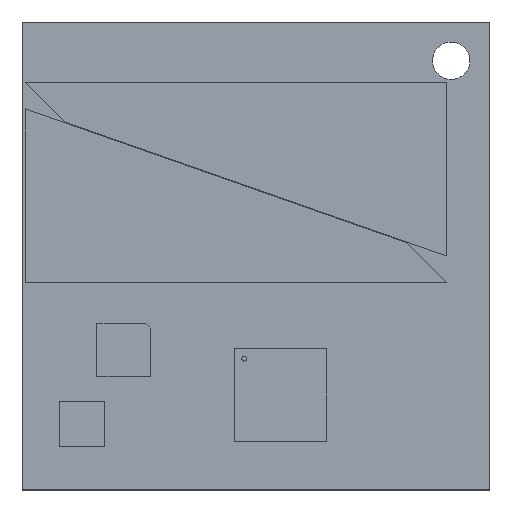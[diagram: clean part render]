
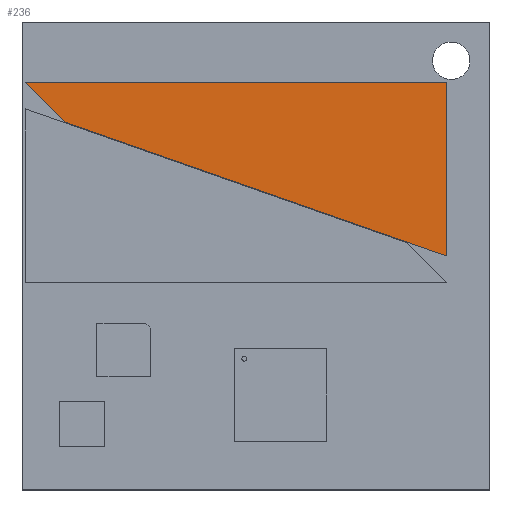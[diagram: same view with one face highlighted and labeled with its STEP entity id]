
A CAD part, top view. The second image highlights one B-rep face of the part: STEP entity #236.
In plain terms, the highlighted planar face has unit normal (0, 0, 1).
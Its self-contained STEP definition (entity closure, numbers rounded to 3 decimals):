
#48 = VERTEX_POINT ( 'NONE', #1031 ) ;
#50 = PLANE ( 'NONE',  #93 ) ;
#64 = ORIENTED_EDGE ( 'NONE', *, *, #341, .T. ) ;
#84 = CARTESIAN_POINT ( 'NONE',  ( 31.75, 0., 0.25 ) ) ;
#90 = VECTOR ( 'NONE', #344, 1000. ) ;
#93 = AXIS2_PLACEMENT_3D ( 'NONE', #880, #361, #1061 ) ;
#161 = DIRECTION ( 'NONE',  ( 1., 0., 0. ) ) ;
#169 = VECTOR ( 'NONE', #600, 1000. ) ;
#191 = ORIENTED_EDGE ( 'NONE', *, *, #374, .T. ) ;
#236 = ADVANCED_FACE ( 'NONE', ( #656 ), #50, .T. ) ;
#244 = CARTESIAN_POINT ( 'NONE',  ( 31.75, 30.5, 0.25 ) ) ;
#341 = EDGE_CURVE ( 'NONE', #439, #854, #472, .T. ) ;
#344 = DIRECTION ( 'NONE',  ( 0.944, -0.331, 0. ) ) ;
#346 = CARTESIAN_POINT ( 'NONE',  ( 3.25, 27.5, 0.25 ) ) ;
#357 = EDGE_LOOP ( 'NONE', ( #64, #191, #954, #805 ) ) ;
#361 = DIRECTION ( 'NONE',  ( 0., 0., 1. ) ) ;
#374 = EDGE_CURVE ( 'NONE', #854, #48, #666, .T. ) ;
#392 = EDGE_CURVE ( 'NONE', #708, #48, #792, .T. ) ;
#394 = EDGE_CURVE ( 'NONE', #439, #708, #967, .T. ) ;
#439 = VERTEX_POINT ( 'NONE', #685 ) ;
#472 = LINE ( 'NONE', #1042, #479 ) ;
#479 = VECTOR ( 'NONE', #521, 1000. ) ;
#521 = DIRECTION ( 'NONE',  ( 0.707, -0.707, 0. ) ) ;
#600 = DIRECTION ( 'NONE',  ( 0., -1., 0. ) ) ;
#656 = FACE_OUTER_BOUND ( 'NONE', #357, .T. ) ;
#666 = LINE ( 'NONE', #947, #90 ) ;
#685 = CARTESIAN_POINT ( 'NONE',  ( 0.25, 30.5, 0.25 ) ) ;
#708 = VERTEX_POINT ( 'NONE', #244 ) ;
#775 = CARTESIAN_POINT ( 'NONE',  ( 0., 30.5, 0.25 ) ) ;
#792 = LINE ( 'NONE', #84, #169 ) ;
#805 = ORIENTED_EDGE ( 'NONE', *, *, #394, .F. ) ;
#854 = VERTEX_POINT ( 'NONE', #346 ) ;
#880 = CARTESIAN_POINT ( 'NONE',  ( 0., 0., 0.25 ) ) ;
#947 = CARTESIAN_POINT ( 'NONE',  ( 8.948, 25.501, 0.25 ) ) ;
#954 = ORIENTED_EDGE ( 'NONE', *, *, #392, .F. ) ;
#962 = VECTOR ( 'NONE', #161, 1000. ) ;
#967 = LINE ( 'NONE', #775, #962 ) ;
#1031 = CARTESIAN_POINT ( 'NONE',  ( 31.75, 17.5, 0.25 ) ) ;
#1042 = CARTESIAN_POINT ( 'NONE',  ( 15.375, 15.375, 0.25 ) ) ;
#1061 = DIRECTION ( 'NONE',  ( 1., 0., 0. ) ) ;
